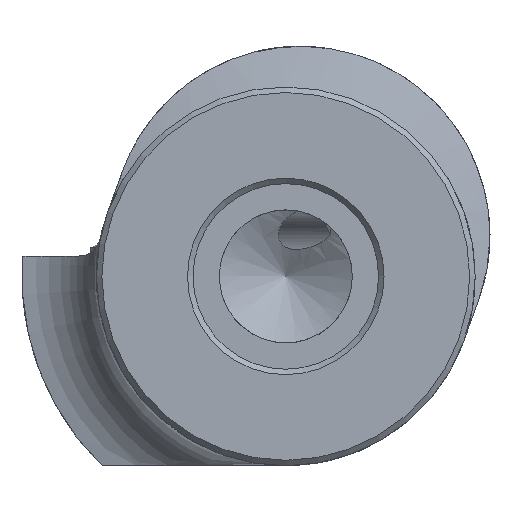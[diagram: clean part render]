
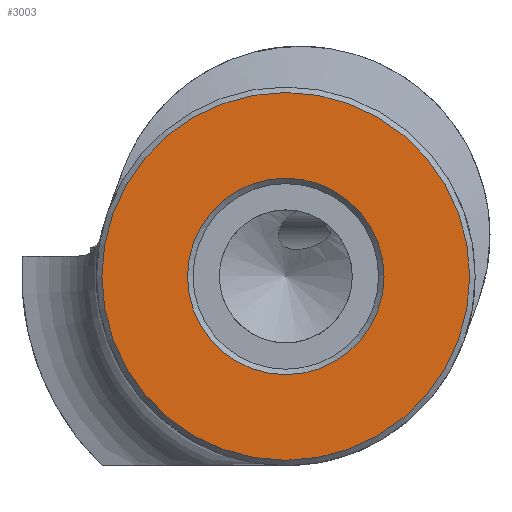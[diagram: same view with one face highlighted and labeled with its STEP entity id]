
A CAD part, front view. The second image highlights one B-rep face of the part: STEP entity #3003.
In plain terms, the highlighted planar face has unit normal (0, -1, 0).
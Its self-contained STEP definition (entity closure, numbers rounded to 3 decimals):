
#195=PLANE('',#3301);
#236=FACE_BOUND('',#522,.T.);
#347=FACE_OUTER_BOUND('',#521,.T.);
#521=EDGE_LOOP('',(#2472));
#522=EDGE_LOOP('',(#2473));
#676=CIRCLE('',#3298,3.632);
#679=CIRCLE('',#3302,6.797);
#1376=VERTEX_POINT('',#6006);
#1379=VERTEX_POINT('',#6014);
#1760=EDGE_CURVE('',#1376,#1376,#676,.T.);
#1764=EDGE_CURVE('',#1379,#1379,#679,.T.);
#2472=ORIENTED_EDGE('',*,*,#1764,.F.);
#2473=ORIENTED_EDGE('',*,*,#1760,.F.);
#3003=ADVANCED_FACE('',(#347,#236),#195,.T.);
#3298=AXIS2_PLACEMENT_3D('',#6007,#3924,#3925);
#3301=AXIS2_PLACEMENT_3D('',#6013,#3931,#3932);
#3302=AXIS2_PLACEMENT_3D('',#6015,#3933,#3934);
#3924=DIRECTION('center_axis',(0.,-1.,0.));
#3925=DIRECTION('ref_axis',(-1.,0.,0.));
#3931=DIRECTION('center_axis',(0.,-1.,0.));
#3932=DIRECTION('ref_axis',(0.,0.,-1.));
#3933=DIRECTION('center_axis',(0.,1.,0.));
#3934=DIRECTION('ref_axis',(1.,0.,0.));
#6006=CARTESIAN_POINT('',(3.632,0.,0.));
#6007=CARTESIAN_POINT('Origin',(0.,0.,0.));
#6013=CARTESIAN_POINT('Origin',(-3.5,0.,0.));
#6014=CARTESIAN_POINT('',(-6.797,0.,0.));
#6015=CARTESIAN_POINT('Origin',(0.,0.,0.));
